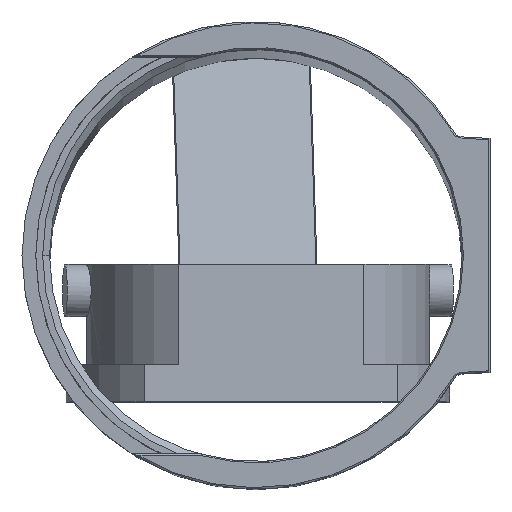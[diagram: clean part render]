
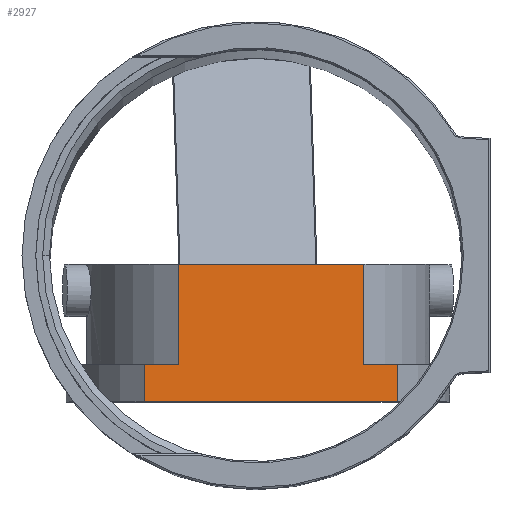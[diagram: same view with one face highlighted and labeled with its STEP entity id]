
A CAD part, top view. The second image highlights one B-rep face of the part: STEP entity #2927.
In plain terms, the highlighted face is planar.
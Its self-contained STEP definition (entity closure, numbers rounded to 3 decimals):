
#24 = CARTESIAN_POINT ( 'NONE',  ( -7.3, -10.5, -14. ) ) ;
#39 = EDGE_CURVE ( 'NONE', #2963, #654, #2566, .T. ) ;
#57 = DIRECTION ( 'NONE',  ( 0., 0., -1. ) ) ;
#194 = EDGE_CURVE ( 'NONE', #1970, #278, #1925, .T. ) ;
#238 = CARTESIAN_POINT ( 'NONE',  ( 0., -10.5, -6.782 ) ) ;
#242 = VECTOR ( 'NONE', #2446, 1000. ) ;
#278 = VERTEX_POINT ( 'NONE', #2900 ) ;
#281 = FACE_OUTER_BOUND ( 'NONE', #639, .T. ) ;
#282 = CARTESIAN_POINT ( 'NONE',  ( -10., -10.5, -14. ) ) ;
#293 = VERTEX_POINT ( 'NONE', #1432 ) ;
#315 = CARTESIAN_POINT ( 'NONE',  ( -10., -10.5, -14. ) ) ;
#341 = CARTESIAN_POINT ( 'NONE',  ( 0., -10.5, -9.26 ) ) ;
#411 = ORIENTED_EDGE ( 'NONE', *, *, #39, .F. ) ;
#432 = LINE ( 'NONE', #1150, #836 ) ;
#482 = LINE ( 'NONE', #995, #242 ) ;
#511 = LINE ( 'NONE', #2970, #876 ) ;
#523 = ORIENTED_EDGE ( 'NONE', *, *, #2455, .F. ) ;
#540 = VERTEX_POINT ( 'NONE', #2051 ) ;
#606 = VERTEX_POINT ( 'NONE', #2042 ) ;
#617 = EDGE_CURVE ( 'NONE', #1970, #293, #2007, .T. ) ;
#639 = EDGE_LOOP ( 'NONE', ( #869, #2930, #2441, #2976, #1944, #523, #2327, #411 ) ) ;
#654 = VERTEX_POINT ( 'NONE', #2275 ) ;
#678 = DIRECTION ( 'NONE',  ( 1., 0., 0. ) ) ;
#744 = DIRECTION ( 'NONE',  ( 0., 0., -1. ) ) ;
#746 = DIRECTION ( 'NONE',  ( 0., 0., 1. ) ) ;
#781 = EDGE_CURVE ( 'NONE', #606, #293, #432, .T. ) ;
#836 = VECTOR ( 'NONE', #678, 1000. ) ;
#852 = CARTESIAN_POINT ( 'NONE',  ( 0., -10.5, -6.782 ) ) ;
#869 = ORIENTED_EDGE ( 'NONE', *, *, #2768, .F. ) ;
#876 = VECTOR ( 'NONE', #744, 1000. ) ;
#995 = CARTESIAN_POINT ( 'NONE',  ( 0., -10.5, 9.26 ) ) ;
#1003 = VECTOR ( 'NONE', #3187, 1000. ) ;
#1112 = VECTOR ( 'NONE', #2491, 1000. ) ;
#1135 = VECTOR ( 'NONE', #3107, 1000. ) ;
#1150 = CARTESIAN_POINT ( 'NONE',  ( 0., -10.5, 6.782 ) ) ;
#1273 = EDGE_CURVE ( 'NONE', #3100, #606, #1526, .T. ) ;
#1286 = VECTOR ( 'NONE', #1504, 1000. ) ;
#1353 = EDGE_CURVE ( 'NONE', #654, #540, #2507, .T. ) ;
#1432 = CARTESIAN_POINT ( 'NONE',  ( 0., -10.5, 6.782 ) ) ;
#1504 = DIRECTION ( 'NONE',  ( 0., 0., 1. ) ) ;
#1526 = LINE ( 'NONE', #24, #1112 ) ;
#1732 = VECTOR ( 'NONE', #746, 1000. ) ;
#1809 = PLANE ( 'NONE',  #3096 ) ;
#1925 = LINE ( 'NONE', #238, #1003 ) ;
#1944 = ORIENTED_EDGE ( 'NONE', *, *, #1273, .F. ) ;
#1970 = VERTEX_POINT ( 'NONE', #852 ) ;
#2007 = LINE ( 'NONE', #2996, #1286 ) ;
#2042 = CARTESIAN_POINT ( 'NONE',  ( -7.3, -10.5, 6.782 ) ) ;
#2051 = CARTESIAN_POINT ( 'NONE',  ( -10., -10.5, 9.26 ) ) ;
#2249 = CARTESIAN_POINT ( 'NONE',  ( -7.3, -10.5, -9.26 ) ) ;
#2275 = CARTESIAN_POINT ( 'NONE',  ( -10., -10.5, -9.26 ) ) ;
#2327 = ORIENTED_EDGE ( 'NONE', *, *, #1353, .F. ) ;
#2441 = ORIENTED_EDGE ( 'NONE', *, *, #617, .T. ) ;
#2446 = DIRECTION ( 'NONE',  ( 1., 0., 0. ) ) ;
#2455 = EDGE_CURVE ( 'NONE', #540, #3100, #482, .T. ) ;
#2491 = DIRECTION ( 'NONE',  ( 0., 0., -1. ) ) ;
#2507 = LINE ( 'NONE', #282, #1732 ) ;
#2566 = LINE ( 'NONE', #341, #1135 ) ;
#2768 = EDGE_CURVE ( 'NONE', #278, #2963, #511, .T. ) ;
#2854 = CARTESIAN_POINT ( 'NONE',  ( -7.3, -10.5, 9.26 ) ) ;
#2900 = CARTESIAN_POINT ( 'NONE',  ( -7.3, -10.5, -6.782 ) ) ;
#2927 = ADVANCED_FACE ( 'NONE', ( #281 ), #1809, .T. ) ;
#2930 = ORIENTED_EDGE ( 'NONE', *, *, #194, .F. ) ;
#2963 = VERTEX_POINT ( 'NONE', #2249 ) ;
#2970 = CARTESIAN_POINT ( 'NONE',  ( -7.3, -10.5, -14. ) ) ;
#2976 = ORIENTED_EDGE ( 'NONE', *, *, #781, .F. ) ;
#2996 = CARTESIAN_POINT ( 'NONE',  ( 0., -10.5, -14. ) ) ;
#3071 = DIRECTION ( 'NONE',  ( 0., -1., 0. ) ) ;
#3096 = AXIS2_PLACEMENT_3D ( 'NONE', #315, #3071, #57 ) ;
#3100 = VERTEX_POINT ( 'NONE', #2854 ) ;
#3107 = DIRECTION ( 'NONE',  ( -1., 0., 0. ) ) ;
#3187 = DIRECTION ( 'NONE',  ( -1., 0., 0. ) ) ;
